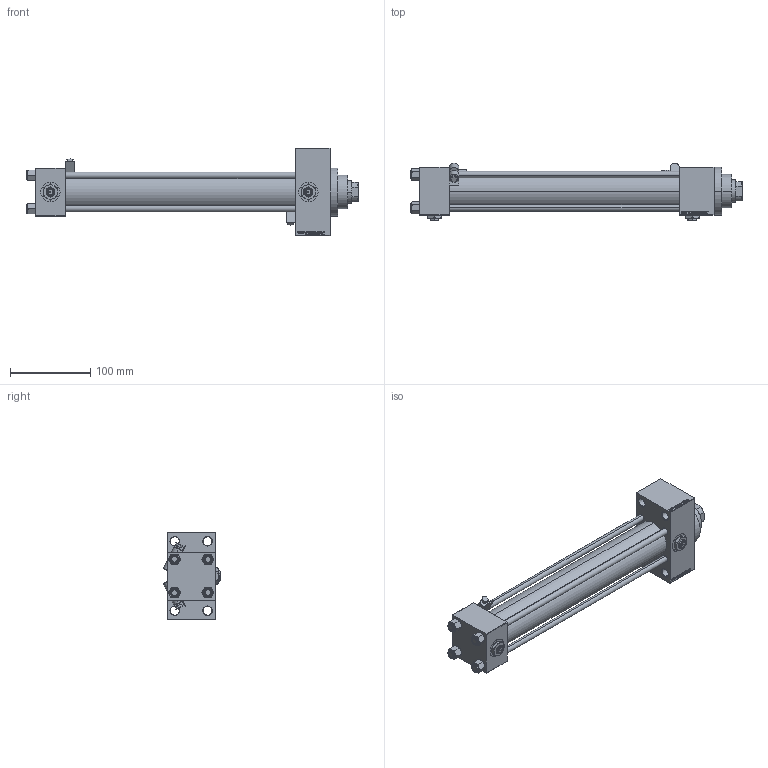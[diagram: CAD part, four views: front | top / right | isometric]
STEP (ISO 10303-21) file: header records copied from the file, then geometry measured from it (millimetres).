
FILE_DESCRIPTION (( 'STEP AP203' ), '1' );
FILE_NAME ('8cfe.STEP', '2025-09-19T08:38:13', ( '' ), ( '' ), 'SwSTEP 2.0', 'SolidWorks 2019', '' );
FILE_SCHEMA (( 'CONFIG_CONTROL_DESIGN' ));
Length unit declared in the file: millimetre
Products named in the file (8): 8cfe; MSRF_MSRG1 5fdcd669b4b8bfb53c4d89cb1a94a363; V215CR_VCP_D 5fdcd669b4b8bfb53c4d89cb1a94a363; V215_VC_A 5fdcd669b4b8bfb53c4d89cb1a94a363; V215CR_D_TYCINKA 5fdcd669b4b8bfb53c4d89cb1a94a363; NUT_M5_D 5fdcd669b4b8bfb53c4d89cb1a94a363; Zatka_pro_OIL_PORT 5fdcd669b4b8bfb53c4d89cb1a94a363; V215CR_D_Body 5fdcd669b4b8bfb53c4d89cb1a94a363
Assembly tree (15 placements, depth 2):
  8cfe
    V215CR_D_Body 5fdcd669b4b8bfb53c4d89cb1a94a363
    V215CR_VCP_D 5fdcd669b4b8bfb53c4d89cb1a94a363
    NUT_M5_D 5fdcd669b4b8bfb53c4d89cb1a94a363  x4
    V215CR_D_TYCINKA 5fdcd669b4b8bfb53c4d89cb1a94a363  x4
    V215_VC_A 5fdcd669b4b8bfb53c4d89cb1a94a363
    MSRF_MSRG1 5fdcd669b4b8bfb53c4d89cb1a94a363  x2
    Zatka_pro_OIL_PORT 5fdcd669b4b8bfb53c4d89cb1a94a363  x2
Bounding box: 415 x 71.97 x 109 mm (x, y, z)
Volume: 815166.7 mm3; surface area: 241451.4 mm2
Topology: 15 solids, 15 shells, 1269 faces, 3140 edges, 2022 vertices
Faces by surface type: plane 582, bspline 368, cone 184, cylinder 127, torus 8
Entity records: 50346 total; most frequent: CARTESIAN_POINT 25874, ORIENTED_EDGE 5430, DIRECTION 3607, EDGE_CURVE 2715, VERTEX_POINT 1772, VECTOR 1607, LINE 1607, EDGE_LOOP 1215
